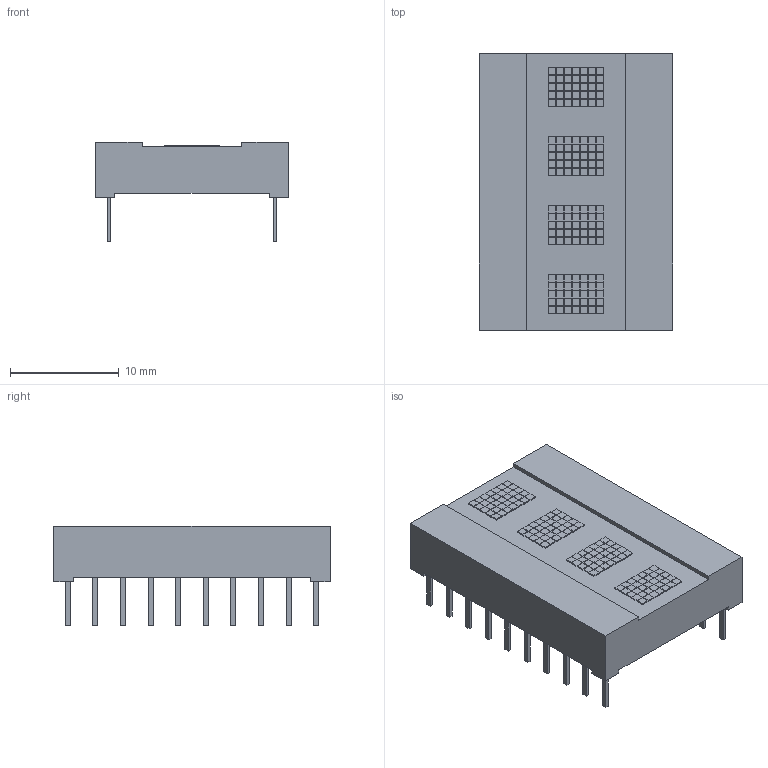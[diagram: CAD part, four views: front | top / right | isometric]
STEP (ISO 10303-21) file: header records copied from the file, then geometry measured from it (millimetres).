
FILE_DESCRIPTION(('FreeCAD Model'),'2;1');
FILE_NAME('union001.step','2019-09-13T10:52:46' ,('kicad StepUp'),('ksu MCAD'),'Open CASCADE STEP processor 7.3', 'FreeCAD','Unknown');
FILE_SCHEMA(('AUTOMOTIVE_DESIGN { 1 0 10303 214 1 1 1 1 }'));
Length unit declared in the file: millimetre
Products named in the file (1): union001
Bounding box: 17.78 x 25.4 x 9.14 mm (x, y, z)
Volume: 2054.8 mm3; surface area: 1507.8 mm2
Topology: 1 solids, 1 shells, 842 faces, 2020 edges, 1340 vertices
Faces by surface type: plane 842
Entity records: 29791 total; most frequent: CARTESIAN_POINT 4203, ORIENTED_EDGE 4040, DIRECTION 3706, EDGE_CURVE 2020, LINE 2020, VECTOR 2020, VERTEX_POINT 1340, FACE_BOUND 1002
